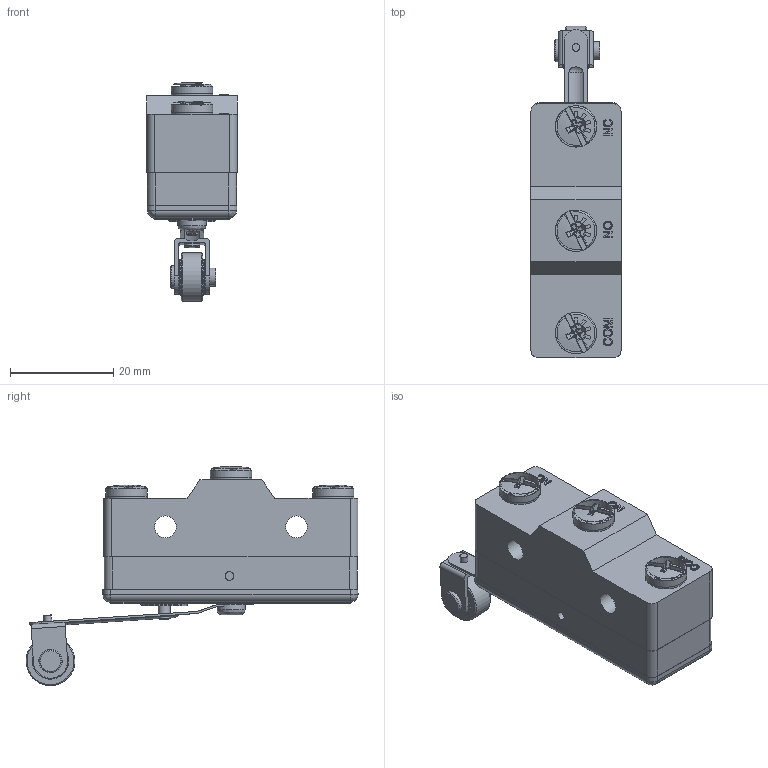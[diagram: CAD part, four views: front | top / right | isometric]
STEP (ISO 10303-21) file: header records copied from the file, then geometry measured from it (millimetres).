
FILE_DESCRIPTION (( 'STEP AP214' ), '1' );
FILE_NAME ('176-MS (Screw Terminal)-Roller Lever.STEP', '2019-01-22T18:18:03', ( '' ), ( '' ), 'SwSTEP 2.0', 'SolidWorks 2018', '' );
FILE_SCHEMA (( 'AUTOMOTIVE_DESIGN' ));
Length unit declared in the file: inch
Products named in the file (1): 176-MS (Screw Terminal)-Roller Lever
Bounding box: 17.45 x 64.29 x 42.43 mm (x, y, z)
Volume: 17571.6 mm3; surface area: 9599.2 mm2
Topology: 15 solids, 15 shells, 578 faces, 1445 edges, 855 vertices
Faces by surface type: plane 244, bspline 163, cylinder 151, cone 10, torus 10
Full cylindrical faces by diameter (mm): 1.5 x2, 1.6 x1, 1.7 x2, 2.3 x1, 2.4 x1, 2.5 x2, 3 x2, 3.1 x1, 3.5 x1, 3.6 x1, 3.8 x3, 4.2 x2, 4.4 x1, 4.5 x1, 4.9 x1, 5.5 x1, 6 x3, 7 x2, 8 x6, 8.9 x1, 9.5 x1
Entity records: 23378 total; most frequent: CARTESIAN_POINT 9358, ORIENTED_EDGE 2632, DIRECTION 2162, EDGE_CURVE 1316, VERTEX_POINT 844, AXIS2_PLACEMENT_3D 746, EDGE_LOOP 680, LINE 670
